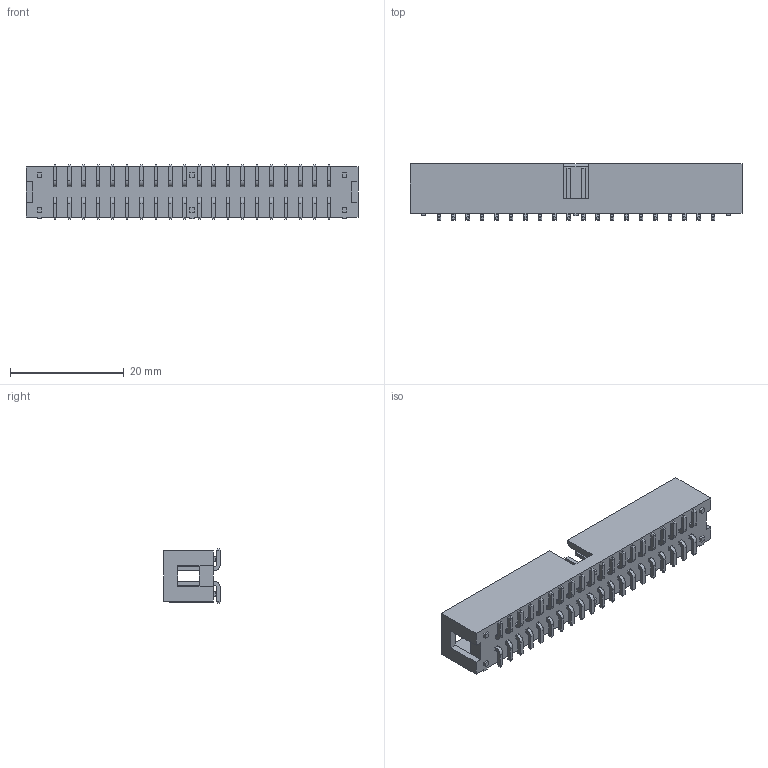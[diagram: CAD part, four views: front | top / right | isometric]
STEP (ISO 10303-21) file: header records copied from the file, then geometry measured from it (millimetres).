
FILE_DESCRIPTION (( 'STEP AP203' ), '1' );
FILE_NAME ('CH8740xM100.STEP', '2018-08-14T00:59:54', ( '' ), ( '' ), 'SwSTEP 2.0', 'SolidWorks 2017', '' );
FILE_SCHEMA (( 'CONFIG_CONTROL_DESIGN' ));
Length unit declared in the file: millimetre
Products named in the file (3): SMT TYPE P; CH8740xM100; CH87 BASE_40
Assembly tree (41 placements, depth 2):
  CH8740xM100
    CH87 BASE_40
    SMT TYPE P  x40
Bounding box: 58.42 x 9.9 x 9.6 mm (x, y, z)
Volume: 2291.4 mm3; surface area: 4377.6 mm2
Topology: 41 solids, 41 shells, 949 faces, 2267 edges, 1402 vertices
Faces by surface type: plane 869, cylinder 80
Entity records: 9598 total; most frequent: CARTESIAN_POINT 1464, ORIENTED_EDGE 1414, DIRECTION 1293, EDGE_CURVE 707, LINE 703, VECTOR 703, VERTEX_POINT 466, EDGE_LOOP 333
